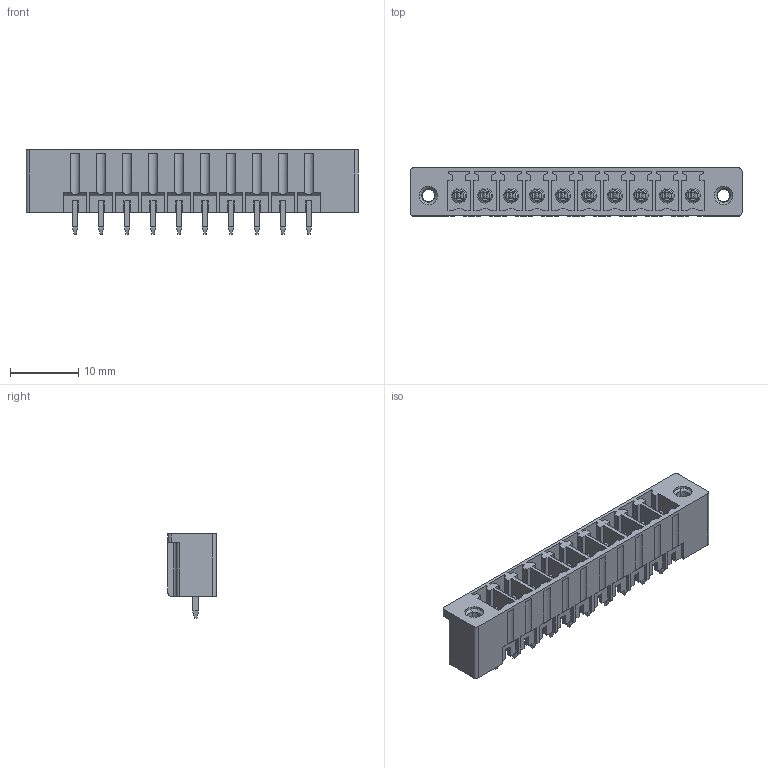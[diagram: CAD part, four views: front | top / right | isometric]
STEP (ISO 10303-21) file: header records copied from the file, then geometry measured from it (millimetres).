
FILE_DESCRIPTION(('CATIA V5 STEP Exchange','CAx-IF Rec.Pracs.--- Model Styling and Organization---1.2---2011-12-15'),'2;1');
FILE_NAME ('D1456280_0', '2018-09-29T06:21:45+00:00', ('none'), ('Weidmueller'), 'CATIA Version 5-6 Release 2014', 'CATIA V5 STEP AP214', 'none');
FILE_SCHEMA(('AUTOMOTIVE_DESIGN { 1 0 10303 214 1 1 1 1 }'));
Length unit declared in the file: millimetre
Products named in the file (1): 1793760000
Bounding box: 48.69 x 7.05 x 12.4 mm (x, y, z)
Volume: 1600.7 mm3; surface area: 4042.9 mm2
Topology: 11 solids, 11 shells, 773 faces, 2200 edges, 1481 vertices
Faces by surface type: plane 548, cylinder 181, cone 24, torus 20
Entity records: 23445 total; most frequent: CARTESIAN_POINT 4627, ORIENTED_EDGE 4400, DIRECTION 3020, EDGE_CURVE 2200, VECTOR 1758, LINE 1758, VERTEX_POINT 1481, EDGE_LOOP 829
